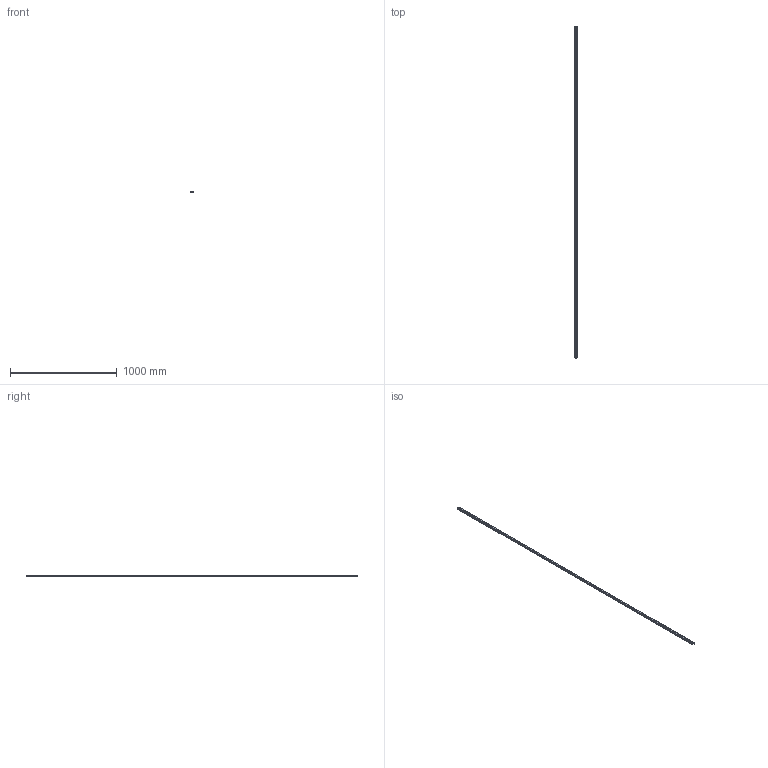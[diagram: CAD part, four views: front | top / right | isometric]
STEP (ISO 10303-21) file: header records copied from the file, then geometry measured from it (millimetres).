
FILE_DESCRIPTION(('STEP AP214'),'1');
FILE_NAME('cctmp_686D75C1-1FF4-4CD8-A503-8133993AEB7A_2020_5_18_15_39_27_532..stp','2020-05-18T13:39:27',('HIWIN GmbH'),('CADClick - www.CADClick.com'),'Spatial InterOp 3D',' ','unknown authorization');
FILE_SCHEMA(('AUTOMOTIVE_DESIGN'));
Length unit declared in the file: millimetre
Products named in the file (1): HGR20R3110H_FILE
Bounding box: 20 x 3110 x 17.5 mm (x, y, z)
Volume: 888984.2 mm3; surface area: 263775.6 mm2
Topology: 1 solids, 1 shells, 575 faces, 1239 edges, 826 vertices
Faces by surface type: cylinder 334, plane 241
Entity records: 20545 total; most frequent: DIRECTION 3059, CARTESIAN_POINT 2641, ORIENTED_EDGE 2478, AXIS2_PLACEMENT_3D 1244, EDGE_CURVE 1239, VERTEX_POINT 826, EDGE_LOOP 735, CIRCLE 668
